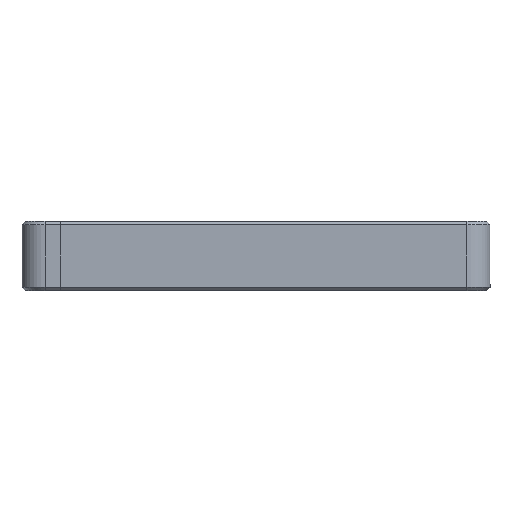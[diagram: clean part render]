
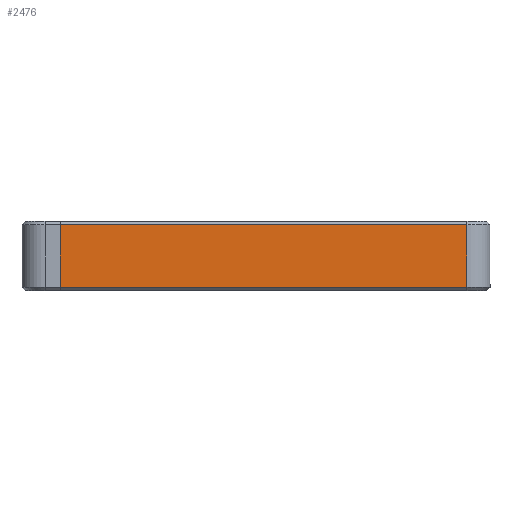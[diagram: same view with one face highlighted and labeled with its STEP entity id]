
A CAD part, front view. The second image highlights one B-rep face of the part: STEP entity #2476.
In plain terms, the highlighted planar face has unit normal (0, -1, 0).
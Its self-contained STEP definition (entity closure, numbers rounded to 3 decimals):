
#189=PLANE('',#2652);
#299=FACE_OUTER_BOUND('',#464,.T.);
#464=EDGE_LOOP('',(#1932,#1933,#1934,#1935));
#606=LINE('',#4062,#840);
#649=LINE('',#4561,#883);
#672=LINE('',#5226,#906);
#673=LINE('',#5228,#907);
#840=VECTOR('',#2847,10.);
#883=VECTOR('',#2960,10.);
#906=VECTOR('',#3009,10.);
#907=VECTOR('',#3012,10.);
#1126=VERTEX_POINT('',#4054);
#1128=VERTEX_POINT('',#4060);
#1192=VERTEX_POINT('',#4553);
#1194=VERTEX_POINT('',#4559);
#1353=EDGE_CURVE('',#1126,#1128,#606,.T.);
#1438=EDGE_CURVE('',#1192,#1194,#649,.T.);
#1478=EDGE_CURVE('',#1194,#1126,#672,.T.);
#1479=EDGE_CURVE('',#1192,#1128,#673,.T.);
#1932=ORIENTED_EDGE('',*,*,#1353,.T.);
#1933=ORIENTED_EDGE('',*,*,#1479,.F.);
#1934=ORIENTED_EDGE('',*,*,#1438,.T.);
#1935=ORIENTED_EDGE('',*,*,#1478,.T.);
#2476=ADVANCED_FACE('',(#299),#189,.T.);
#2652=AXIS2_PLACEMENT_3D('',#5227,#3010,#3011);
#2847=DIRECTION('',(1.,0.,0.));
#2960=DIRECTION('',(-1.,0.,0.));
#3009=DIRECTION('',(0.,0.,-1.));
#3010=DIRECTION('center_axis',(0.,-1.,0.));
#3011=DIRECTION('ref_axis',(-1.,0.,0.));
#3012=DIRECTION('',(0.,0.,-1.));
#4054=CARTESIAN_POINT('',(-48.482,-31.232,-5.4));
#4060=CARTESIAN_POINT('',(4.518,-31.232,-5.4));
#4062=CARTESIAN_POINT('',(1.514,-31.232,-5.4));
#4553=CARTESIAN_POINT('',(4.518,-31.232,2.8));
#4559=CARTESIAN_POINT('',(-48.482,-31.232,2.8));
#4561=CARTESIAN_POINT('',(1.514,-31.232,2.8));
#5226=CARTESIAN_POINT('',(-48.482,-31.232,3.2));
#5227=CARTESIAN_POINT('Origin',(8.514,-31.232,3.2));
#5228=CARTESIAN_POINT('',(4.518,-31.232,-8.5));
